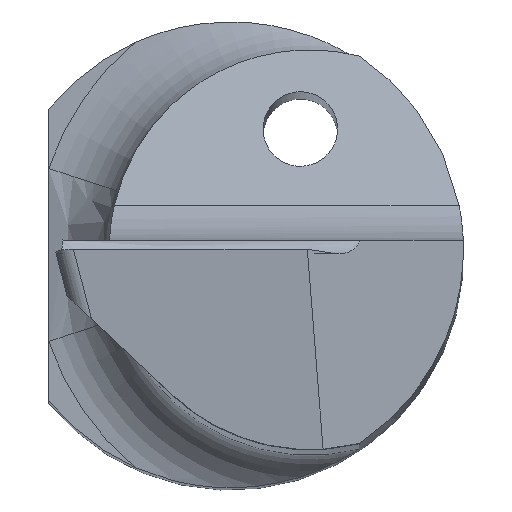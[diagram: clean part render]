
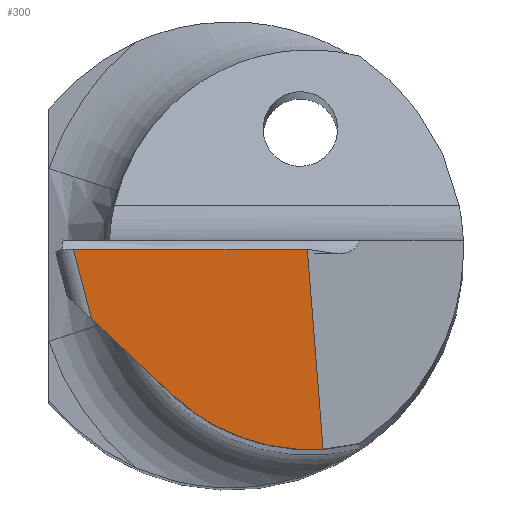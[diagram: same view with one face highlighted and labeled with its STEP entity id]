
A CAD part, top view. The second image highlights one B-rep face of the part: STEP entity #300.
In plain terms, the highlighted planar face has unit normal (0.138, -0.139, 0.981).
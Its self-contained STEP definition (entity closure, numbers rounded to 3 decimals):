
#14 = VECTOR ( 'NONE', #933, 1000. ) ;
#20 = EDGE_CURVE ( 'NONE', #483, #867, #617, .T. ) ;
#22 = CARTESIAN_POINT ( 'NONE',  ( 0.994, -2.144, 49.318 ) ) ;
#23 = VECTOR ( 'NONE', #105, 1000. ) ;
#31 = CARTESIAN_POINT ( 'NONE',  ( -1.997, 0.1, 50.057 ) ) ;
#103 = ORIENTED_EDGE ( 'NONE', *, *, #195, .T. ) ;
#105 = DIRECTION ( 'NONE',  ( -0.99, 0., 0.139 ) ) ;
#122 =( BOUNDED_CURVE ( )  B_SPLINE_CURVE ( 3, ( #502, #670, #294, #282 ),
 .UNSPECIFIED., .F., .F. ) 
 B_SPLINE_CURVE_WITH_KNOTS ( ( 4, 4 ),
 ( 4.749, 5.568 ),
 .UNSPECIFIED. ) 
 CURVE ( )  GEOMETRIC_REPRESENTATION_ITEM ( )  RATIONAL_B_SPLINE_CURVE ( ( 1., 0.945, 0.945, 1. ) ) 
 REPRESENTATION_ITEM ( '' )  );
#133 = DIRECTION ( 'NONE',  ( 0., -0.99, -0.141 ) ) ;
#176 = LINE ( 'NONE', #968, #23 ) ;
#195 = EDGE_CURVE ( 'NONE', #288, #483, #122, .T. ) ;
#204 = DIRECTION ( 'NONE',  ( 0.138, -0.139, 0.981 ) ) ;
#282 = CARTESIAN_POINT ( 'NONE',  ( 0.994, -2.144, 49.318 ) ) ;
#288 = VERTEX_POINT ( 'NONE', #890 ) ;
#294 = CARTESIAN_POINT ( 'NONE',  ( 0.391, -2.184, 49.397 ) ) ;
#300 = ADVANCED_FACE ( 'NONE', ( #500 ), #344, .T. ) ;
#344 = PLANE ( 'NONE',  #518 ) ;
#352 = DIRECTION ( 'NONE',  ( -0.247, 0.954, 0.17 ) ) ;
#353 = VERTEX_POINT ( 'NONE', #571 ) ;
#374 = EDGE_CURVE ( 'NONE', #662, #353, #730, .T. ) ;
#432 = CARTESIAN_POINT ( 'NONE',  ( -1.731, 0.174, 50.03 ) ) ;
#437 = CARTESIAN_POINT ( 'NONE',  ( -0.678, -1.51, 49.643 ) ) ;
#455 = ORIENTED_EDGE ( 'NONE', *, *, #20, .T. ) ;
#483 = VERTEX_POINT ( 'NONE', #22 ) ;
#500 = FACE_OUTER_BOUND ( 'NONE', #738, .T. ) ;
#502 = CARTESIAN_POINT ( 'NONE',  ( -0.618, -1.566, 49.627 ) ) ;
#518 = AXIS2_PLACEMENT_3D ( 'NONE', #31, #204, #133 ) ;
#565 = VECTOR ( 'NONE', #986, 1000. ) ;
#571 = CARTESIAN_POINT ( 'NONE',  ( -1.686, 0., 49.999 ) ) ;
#587 = LINE ( 'NONE', #437, #565 ) ;
#617 = LINE ( 'NONE', #625, #14 ) ;
#625 = CARTESIAN_POINT ( 'NONE',  ( 0.817, 0.1, 49.661 ) ) ;
#630 = ORIENTED_EDGE ( 'NONE', *, *, #374, .F. ) ;
#662 = VERTEX_POINT ( 'NONE', #728 ) ;
#670 = CARTESIAN_POINT ( 'NONE',  ( -0.178, -1.98, 49.506 ) ) ;
#705 = ORIENTED_EDGE ( 'NONE', *, *, #712, .T. ) ;
#712 = EDGE_CURVE ( 'NONE', #867, #353, #176, .T. ) ;
#728 = CARTESIAN_POINT ( 'NONE',  ( -1.492, -0.745, 49.866 ) ) ;
#730 = LINE ( 'NONE', #432, #903 ) ;
#738 = EDGE_LOOP ( 'NONE', ( #876, #103, #455, #705, #630 ) ) ;
#821 = EDGE_CURVE ( 'NONE', #662, #288, #587, .T. ) ;
#867 = VERTEX_POINT ( 'NONE', #977 ) ;
#876 = ORIENTED_EDGE ( 'NONE', *, *, #821, .T. ) ;
#890 = CARTESIAN_POINT ( 'NONE',  ( -0.618, -1.566, 49.627 ) ) ;
#903 = VECTOR ( 'NONE', #352, 1000. ) ;
#933 = DIRECTION ( 'NONE',  ( -0.078, 0.986, 0.151 ) ) ;
#968 = CARTESIAN_POINT ( 'NONE',  ( -1.999, 0., 50.043 ) ) ;
#977 = CARTESIAN_POINT ( 'NONE',  ( 0.825, 0., 49.646 ) ) ;
#986 = DIRECTION ( 'NONE',  ( 0.715, -0.671, -0.196 ) ) ;
